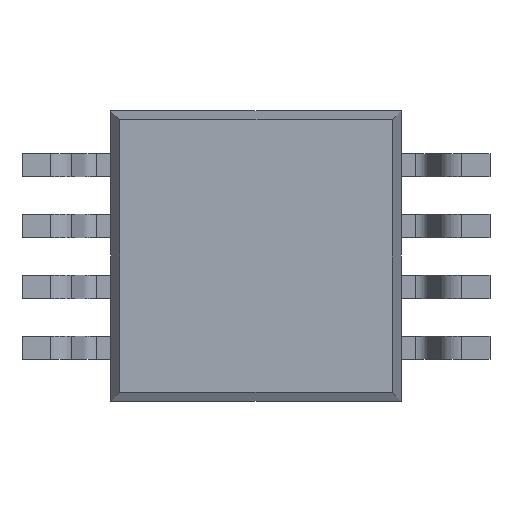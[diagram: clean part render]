
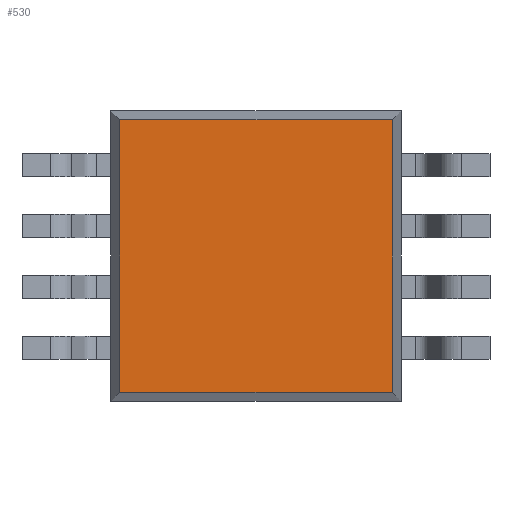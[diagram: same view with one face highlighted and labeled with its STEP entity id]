
A CAD part, front view. The second image highlights one B-rep face of the part: STEP entity #530.
In plain terms, the highlighted planar face has unit normal (0, -1, 0).
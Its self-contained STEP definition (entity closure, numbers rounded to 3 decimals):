
#71=PLANE('',#589);
#97=FACE_OUTER_BOUND('',#127,.T.);
#127=EDGE_LOOP('',(#394,#395,#396,#397));
#158=LINE('',#808,#215);
#159=LINE('',#810,#216);
#160=LINE('',#812,#217);
#161=LINE('',#813,#218);
#215=VECTOR('',#649,1000.);
#216=VECTOR('',#650,1000.);
#217=VECTOR('',#651,1000.);
#218=VECTOR('',#652,1000.);
#283=VERTEX_POINT('',#806);
#284=VERTEX_POINT('',#807);
#285=VERTEX_POINT('',#809);
#286=VERTEX_POINT('',#811);
#326=EDGE_CURVE('',#283,#284,#158,.T.);
#327=EDGE_CURVE('',#285,#283,#159,.T.);
#328=EDGE_CURVE('',#286,#285,#160,.T.);
#329=EDGE_CURVE('',#284,#286,#161,.T.);
#394=ORIENTED_EDGE('',*,*,#326,.F.);
#395=ORIENTED_EDGE('',*,*,#327,.F.);
#396=ORIENTED_EDGE('',*,*,#328,.F.);
#397=ORIENTED_EDGE('',*,*,#329,.F.);
#530=ADVANCED_FACE('',(#97),#71,.F.);
#589=AXIS2_PLACEMENT_3D('',#805,#647,#648);
#647=DIRECTION('center_axis',(0.,1.,0.));
#648=DIRECTION('ref_axis',(0.,0.,1.));
#649=DIRECTION('',(0.,0.,-1.));
#650=DIRECTION('',(1.,0.,0.));
#651=DIRECTION('',(0.,0.,1.));
#652=DIRECTION('',(-1.,0.,0.));
#805=CARTESIAN_POINT('Origin',(-1.55,-0.5,1.55));
#806=CARTESIAN_POINT('',(1.454,-0.5,1.454));
#807=CARTESIAN_POINT('',(1.454,-0.5,-1.454));
#808=CARTESIAN_POINT('',(1.454,-0.5,1.55));
#809=CARTESIAN_POINT('',(-1.454,-0.5,1.454));
#810=CARTESIAN_POINT('',(-1.55,-0.5,1.454));
#811=CARTESIAN_POINT('',(-1.454,-0.5,-1.454));
#812=CARTESIAN_POINT('',(-1.454,-0.5,1.55));
#813=CARTESIAN_POINT('',(-1.55,-0.5,-1.454));
